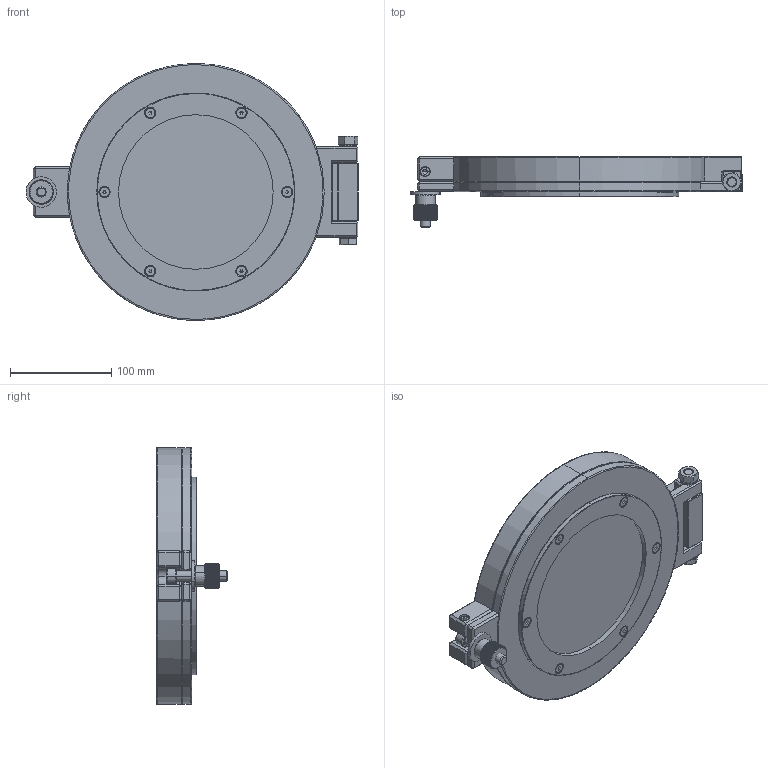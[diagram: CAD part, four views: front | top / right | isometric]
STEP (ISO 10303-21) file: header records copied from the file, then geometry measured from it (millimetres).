
FILE_DESCRIPTION (( 'STEP AP214' ), '1' );
FILE_NAME ('Hositrad_QADW200CF.STEP', '2023-05-11T09:45:34', ( '' ), ( '' ), 'SwSTEP 2.0', 'SolidWorks 2022', '' );
FILE_SCHEMA (( 'AUTOMOTIVE_DESIGN' ));
Length unit declared in the file: millimetre
Products named in the file (23): 2538100-100003; 2538100-100005; ISO 4762 - M6 x 40DIN EN ISO; 2538100-100010; 2538100-100010_MIR1; HV10700-001111; 2538100-100010_MIR1_MIR; JIS B 1256 - 8.4(3); 2538100-10000; 2538100-100006; 2538100-100010_MIR5; JIS B 1180 - A M10 x 100 - 1.25; 2538100-060009(AV10700-002909); AS 568 - DASH # 164(5); AS 568 - DASH # 267(5); 2538100-100008; 2538100-100007; 2538100-100002; ISO 10642 - M5 x  10; Hositrad_QADW200CF; JIS B 1181 - M10(7); 2538100-080004(CV10700-002904); AV10700-001108
Assembly tree (28 placements, depth 2):
  Hositrad_QADW200CF
    2538100-10000
    2538100-100002
    2538100-080004(CV10700-002904)
    2538100-100003
    AS 568 - DASH # 164(5)  x2
    AS 568 - DASH # 267(5)
    2538100-100005
    2538100-100006
    JIS B 1180 - A M10 x 100 - 1.25
    2538100-100008
    2538100-100007
    JIS B 1181 - M10(7)
    AV10700-001108
    ISO 4762 - M6 x 40DIN EN ISO
    HV10700-001111
    2538100-060009(AV10700-002909)
    JIS B 1256 - 8.4(3)
    2538100-100010
    2538100-100010_MIR1
    2538100-100010_MIR5
    2538100-100010_MIR1_MIR
    ISO 10642 - M5 x  10  x6
Bounding box: 327.3 x 69.6 x 253.24 mm (x, y, z)
Volume: 992965.4 mm3; surface area: 312922.1 mm2
Topology: 28 solids, 28 shells, 943 faces, 2344 edges, 1487 vertices
Faces by surface type: plane 445, cylinder 326, cone 108, bspline 64
Entity records: 43788 total; most frequent: CARTESIAN_POINT 13615, ORIENTED_EDGE 4204, DIRECTION 4042, EDGE_CURVE 2102, AXIS2_PLACEMENT_3D 1588, VERTEX_POINT 1338, EDGE_LOOP 988, UNCERTAINTY_MEASURE_WITH_UNIT 916
